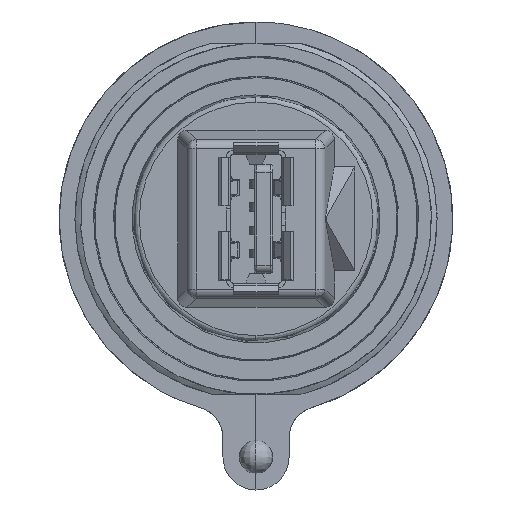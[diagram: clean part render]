
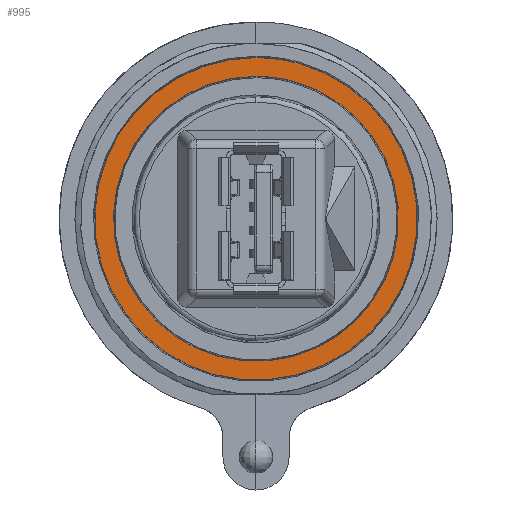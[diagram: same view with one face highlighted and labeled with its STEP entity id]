
A CAD part, left-side view. The second image highlights one B-rep face of the part: STEP entity #995.
In plain terms, the highlighted planar face has unit normal (-1, 0, 0).
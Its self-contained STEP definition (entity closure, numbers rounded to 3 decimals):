
#995=ADVANCED_FACE('',(#3388,#3389),#3390,.F.);
#3388=FACE_OUTER_BOUND('',#6715,.T.);
#3389=FACE_BOUND('',#6716,.T.);
#3390=PLANE('',#6717);
#6715=EDGE_LOOP('',(#12555,#12556,#12557));
#6716=EDGE_LOOP('',(#12558,#12559,#12560));
#6717=AXIS2_PLACEMENT_3D('',#12561,#12562,#12563);
#12555=ORIENTED_EDGE('',*,*,#19916,.F.);
#12556=ORIENTED_EDGE('',*,*,#19917,.F.);
#12557=ORIENTED_EDGE('',*,*,#19772,.F.);
#12558=ORIENTED_EDGE('',*,*,#19779,.F.);
#12559=ORIENTED_EDGE('',*,*,#19778,.F.);
#12560=ORIENTED_EDGE('',*,*,#19914,.F.);
#12561=CARTESIAN_POINT('',(2.52,16.151,0.0));
#12562=DIRECTION('',(1.0,0.0,0.0));
#12563=DIRECTION('',(0.0,1.0,0.0));
#19772=EDGE_CURVE('',#29552,#29549,#29554,.T.);
#19778=EDGE_CURVE('',#29563,#29565,#29566,.T.);
#19779=EDGE_CURVE('',#29565,#29557,#29567,.T.);
#19914=EDGE_CURVE('',#29557,#29563,#29804,.T.);
#19916=EDGE_CURVE('',#29806,#29552,#29807,.T.);
#19917=EDGE_CURVE('',#29549,#29806,#29808,.T.);
#29549=VERTEX_POINT('',#36656);
#29552=VERTEX_POINT('',#36660);
#29554=CIRCLE('',#36663,15.53);
#29557=VERTEX_POINT('',#36666);
#29563=VERTEX_POINT('',#36673);
#29565=VERTEX_POINT('',#36676);
#29566=CIRCLE('',#36677,13.73);
#29567=CIRCLE('',#36678,13.73);
#29804=CIRCLE('',#36993,13.73);
#29806=VERTEX_POINT('',#36995);
#29807=CIRCLE('',#36996,15.53);
#29808=CIRCLE('',#36997,15.53);
#36656=CARTESIAN_POINT('',(2.52,4.051,-14.992));
#36660=CARTESIAN_POINT('',(2.52,-4.051,14.992));
#36663=AXIS2_PLACEMENT_3D('',#44275,#44276,#44277);
#36666=CARTESIAN_POINT('',(2.52,3.581,-13.255));
#36673=CARTESIAN_POINT('',(2.52,-3.581,13.255));
#36676=CARTESIAN_POINT('',(2.52,0.0,13.73));
#36677=AXIS2_PLACEMENT_3D('',#44286,#44287,#44288);
#36678=AXIS2_PLACEMENT_3D('',#44289,#44290,#44291);
#36993=AXIS2_PLACEMENT_3D('',#44490,#44491,#44492);
#36995=CARTESIAN_POINT('',(2.52,0.0,15.53));
#36996=AXIS2_PLACEMENT_3D('',#44493,#44494,#44495);
#36997=AXIS2_PLACEMENT_3D('',#44496,#44497,#44498);
#44275=CARTESIAN_POINT('',(2.52,0.0,0.0));
#44276=DIRECTION('',(1.0,0.0,0.0));
#44277=DIRECTION('',(0.0,0.0,-1.0));
#44286=CARTESIAN_POINT('',(2.52,0.0,0.0));
#44287=DIRECTION('',(-1.0,0.0,0.0));
#44288=DIRECTION('',(0.0,0.0,-1.0));
#44289=CARTESIAN_POINT('',(2.52,0.0,0.0));
#44290=DIRECTION('',(-1.0,0.0,0.0));
#44291=DIRECTION('',(0.0,0.0,-1.0));
#44490=CARTESIAN_POINT('',(2.52,0.0,0.0));
#44491=DIRECTION('',(-1.0,0.0,0.0));
#44492=DIRECTION('',(0.0,0.0,-1.0));
#44493=CARTESIAN_POINT('',(2.52,0.0,0.0));
#44494=DIRECTION('',(1.0,0.0,0.0));
#44495=DIRECTION('',(0.0,0.0,-1.0));
#44496=CARTESIAN_POINT('',(2.52,0.0,0.0));
#44497=DIRECTION('',(1.0,0.0,0.0));
#44498=DIRECTION('',(0.0,0.0,-1.0));
